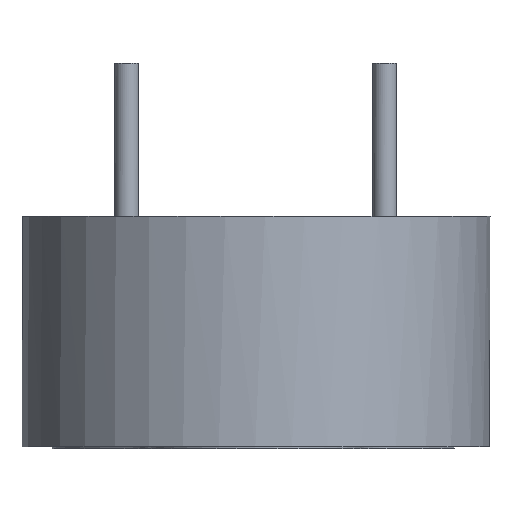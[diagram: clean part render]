
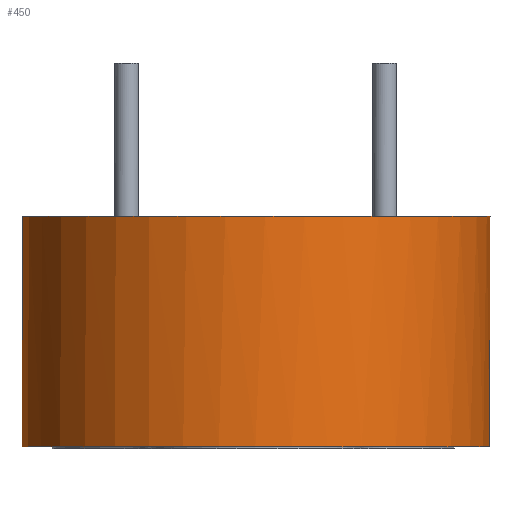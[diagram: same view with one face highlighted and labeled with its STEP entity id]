
A CAD part, front view. The second image highlights one B-rep face of the part: STEP entity #450.
In plain terms, the highlighted cylindrical face has radius 6.9 mm (diameter 13.8 mm), a full revolution.
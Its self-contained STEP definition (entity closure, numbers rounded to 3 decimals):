
#19=FACE_BOUND('',#93,.T.);
#61=FACE_OUTER_BOUND('',#92,.T.);
#92=EDGE_LOOP('',(#356));
#93=EDGE_LOOP('',(#357,#358));
#172=CIRCLE('',#495,6.9);
#175=CIRCLE('',#502,6.9);
#176=CIRCLE('',#503,6.9);
#192=VERTEX_POINT('',#679);
#197=VERTEX_POINT('',#693);
#216=VERTEX_POINT('',#898);
#262=EDGE_CURVE('',#197,#192,#172,.T.);
#270=EDGE_CURVE('',#216,#216,#175,.T.);
#271=EDGE_CURVE('',#192,#197,#176,.T.);
#356=ORIENTED_EDGE('',*,*,#270,.T.);
#357=ORIENTED_EDGE('',*,*,#271,.F.);
#358=ORIENTED_EDGE('',*,*,#262,.F.);
#398=CYLINDRICAL_SURFACE('',#501,6.9);
#450=ADVANCED_FACE('',(#61,#19),#398,.T.);
#495=AXIS2_PLACEMENT_3D('',#736,#604,#605);
#501=AXIS2_PLACEMENT_3D('',#897,#616,#617);
#502=AXIS2_PLACEMENT_3D('',#899,#618,#619);
#503=AXIS2_PLACEMENT_3D('',#900,#620,#621);
#604=DIRECTION('center_axis',(0.,0.,-1.));
#605=DIRECTION('ref_axis',(-1.,0.,0.));
#616=DIRECTION('center_axis',(0.,0.,1.));
#617=DIRECTION('ref_axis',(-1.,0.,0.));
#618=DIRECTION('center_axis',(0.,0.,-1.));
#619=DIRECTION('ref_axis',(-1.,0.,0.));
#620=DIRECTION('center_axis',(0.,0.,-1.));
#621=DIRECTION('ref_axis',(-1.,0.,0.));
#679=CARTESIAN_POINT('',(-3.135,-6.147,0.));
#693=CARTESIAN_POINT('',(3.115,-6.157,0.));
#736=CARTESIAN_POINT('Origin',(0.,0.,0.));
#897=CARTESIAN_POINT('Origin',(0.,0.,0.));
#898=CARTESIAN_POINT('',(6.9,0.,6.8));
#899=CARTESIAN_POINT('Origin',(0.,0.,6.8));
#900=CARTESIAN_POINT('Origin',(0.,0.,0.));
